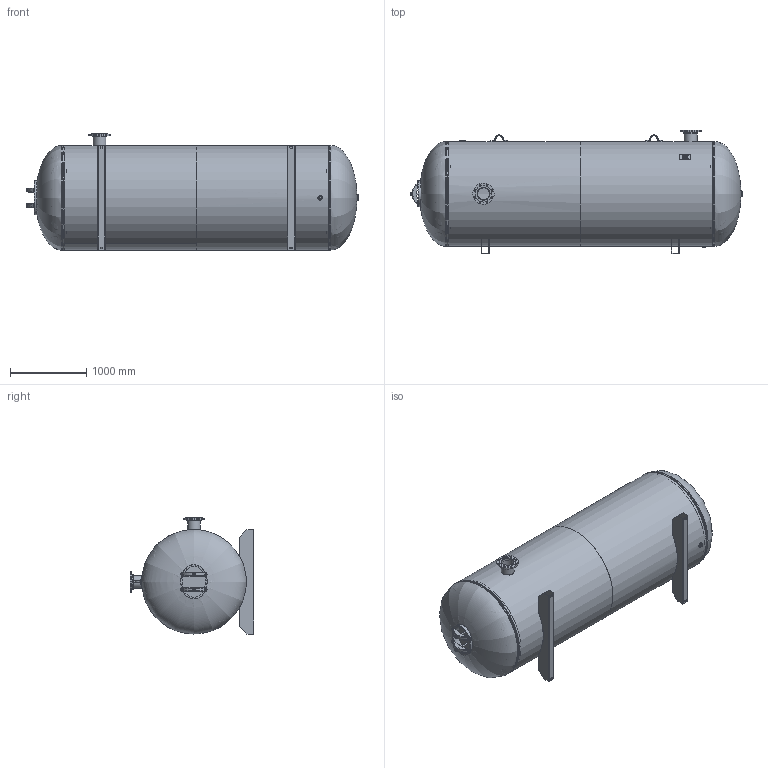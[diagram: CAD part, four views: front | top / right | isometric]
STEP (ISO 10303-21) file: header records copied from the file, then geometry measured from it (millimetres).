
FILE_DESCRIPTION(/* description */ ('54 X 166 165# HORZ ASME CATALOG 1550 GAL'),/* implementation_level */ '2;1');
FILE_NAME(/* name */ 'SPVG_C102285.stp',/* time_stamp */ '2020-11-17T07:50:04-06:00',/* author */ ('kim.thoune'),/* organization */ (''),/* preprocessor_version */ 'ST-DEVELOPER v17.2',/* originating_system */ 'Autodesk Inventor 2019',/* authorisation */ '');
FILE_SCHEMA (('CONFIG_CONTROL_DESIGN'));
Length unit declared in the file: inch
Products named in the file (19): C102285; 37-3154; 37-3155; C102285-3HD; 910-693; C102285-4HD; 910-693_1; F100500; F101000; F102000; 46-4134; 46-9163; S102154; 45-596; S102154-2; 60-140; 64-053; 64-784; S100497
Assembly tree (22 placements, depth 3):
  C102285
    37-3154
    37-3155
    C102285-3HD
      910-693
    C102285-4HD
      910-693_1
    F100500  x2
    F101000
    F102000
    46-4134
    46-9163
    S102154  x2
      45-596
      S102154-2
    60-140
      64-053
    64-784  x2
    S100497  x2
Bounding box: 4356.61 x 1625.6 x 1524 mm (x, y, z)
Volume: 164035899.6 mm3; surface area: 42488839.3 mm2
Topology: 22 solids, 22 shells, 535 faces, 1398 edges, 940 vertices
Faces by surface type: plane 279, cylinder 138, bspline 58, torus 52, cone 8
Full cylindrical faces by diameter (mm): 6.35 x4, 18.644 x2, 22.225 x20, 23.019 x2, 26.987 x2, 30.302 x1, 31.75 x2, 43.256 x1, 44.45 x1, 46.037 x1, 55.169 x1, 56.667 x1, 60.325 x1, 65.1 x1, 66.675 x2, 73.025 x1, 79.383 x1, 154.051 x2, 168.275 x2, 170.688 x2, 171.45 x2, 192.1 x2, 215.9 x2, 279.4 x2, 1339.875 x2, 1355.725 x4, 1355.75 x2, 1371.575 x2, 1371.6 x2
Entity records: 19058 total; most frequent: CARTESIAN_POINT 6799, ORIENTED_EDGE 2392, DIRECTION 2323, EDGE_CURVE 1196, AXIS2_PLACEMENT_3D 839, VERTEX_POINT 801, LINE 645, VECTOR 645
